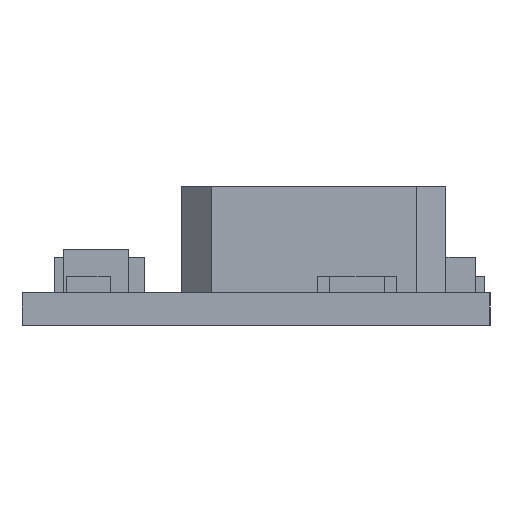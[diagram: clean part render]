
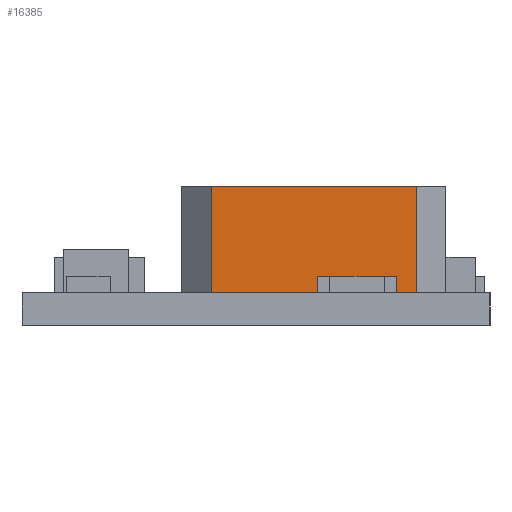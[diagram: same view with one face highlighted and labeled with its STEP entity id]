
A CAD part, left-side view. The second image highlights one B-rep face of the part: STEP entity #16385.
In plain terms, the highlighted planar face has unit normal (-1, 0, 0).
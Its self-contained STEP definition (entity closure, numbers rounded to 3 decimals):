
#16157 = EDGE_CURVE('',#16158,#16160,#16162,.T.);
#16158 = VERTEX_POINT('',#16159);
#16159 = CARTESIAN_POINT('',(3.491,10.253,5.5));
#16160 = VERTEX_POINT('',#16161);
#16161 = CARTESIAN_POINT('',(3.491,2.691,5.5));
#16162 = SURFACE_CURVE('',#16163,(#16167,#16179),.PCURVE_S1.);
#16163 = LINE('',#16164,#16165);
#16164 = CARTESIAN_POINT('',(3.491,10.253,5.5));
#16165 = VECTOR('',#16166,1.);
#16166 = DIRECTION('',(0.,-1.,0.));
#16167 = PCURVE('',#16168,#16173);
#16168 = PLANE('',#16169);
#16169 = AXIS2_PLACEMENT_3D('',#16170,#16171,#16172);
#16170 = CARTESIAN_POINT('',(8.131,6.341,5.5));
#16171 = DIRECTION('',(0.,0.,1.));
#16172 = DIRECTION('',(1.,0.,0.));
#16173 = DEFINITIONAL_REPRESENTATION('',(#16174),#16178);
#16174 = LINE('',#16175,#16176);
#16175 = CARTESIAN_POINT('',(-4.64,3.912));
#16176 = VECTOR('',#16177,1.);
#16177 = DIRECTION('',(0.,-1.));
#16178 = ( GEOMETRIC_REPRESENTATION_CONTEXT(2) 
PARAMETRIC_REPRESENTATION_CONTEXT() REPRESENTATION_CONTEXT('2D SPACE',''
  ) );
#16179 = PCURVE('',#16180,#16185);
#16180 = PLANE('',#16181);
#16181 = AXIS2_PLACEMENT_3D('',#16182,#16183,#16184);
#16182 = CARTESIAN_POINT('',(3.491,6.472,
    3.55));
#16183 = DIRECTION('',(-1.,-0.,-0.));
#16184 = DIRECTION('',(0.,0.,-1.));
#16185 = DEFINITIONAL_REPRESENTATION('',(#16186),#16190);
#16186 = LINE('',#16187,#16188);
#16187 = CARTESIAN_POINT('',(-1.95,-3.781));
#16188 = VECTOR('',#16189,1.);
#16189 = DIRECTION('',(0.,1.));
#16190 = ( GEOMETRIC_REPRESENTATION_CONTEXT(2) 
PARAMETRIC_REPRESENTATION_CONTEXT() REPRESENTATION_CONTEXT('2D SPACE',''
  ) );
#16208 = PLANE('',#16209);
#16209 = AXIS2_PLACEMENT_3D('',#16210,#16211,#16212);
#16210 = CARTESIAN_POINT('',(4.026,2.156,
    3.55));
#16211 = DIRECTION('',(-0.707,-0.707,
    0.));
#16212 = DIRECTION('',(-0.707,0.707,0.));
#16374 = PLANE('',#16375);
#16375 = AXIS2_PLACEMENT_3D('',#16376,#16377,#16378);
#16376 = CARTESIAN_POINT('',(4.026,10.788,
    3.55));
#16377 = DIRECTION('',(-0.707,0.707,0.));
#16378 = DIRECTION('',(-0.707,-0.707,0.));
#16385 = ADVANCED_FACE('',(#16386),#16180,.T.);
#16386 = FACE_BOUND('',#16387,.T.);
#16387 = EDGE_LOOP('',(#16388,#16411,#16412,#16435));
#16388 = ORIENTED_EDGE('',*,*,#16389,.T.);
#16389 = EDGE_CURVE('',#16390,#16160,#16392,.T.);
#16390 = VERTEX_POINT('',#16391);
#16391 = CARTESIAN_POINT('',(3.491,2.691,
    1.6));
#16392 = SURFACE_CURVE('',#16393,(#16397,#16404),.PCURVE_S1.);
#16393 = LINE('',#16394,#16395);
#16394 = CARTESIAN_POINT('',(3.491,2.691,
    1.6));
#16395 = VECTOR('',#16396,1.);
#16396 = DIRECTION('',(0.,0.,1.));
#16397 = PCURVE('',#16180,#16398);
#16398 = DEFINITIONAL_REPRESENTATION('',(#16399),#16403);
#16399 = LINE('',#16400,#16401);
#16400 = CARTESIAN_POINT('',(1.95,3.781));
#16401 = VECTOR('',#16402,1.);
#16402 = DIRECTION('',(-1.,0.));
#16403 = ( GEOMETRIC_REPRESENTATION_CONTEXT(2) 
PARAMETRIC_REPRESENTATION_CONTEXT() REPRESENTATION_CONTEXT('2D SPACE',''
  ) );
#16404 = PCURVE('',#16208,#16405);
#16405 = DEFINITIONAL_REPRESENTATION('',(#16406),#16410);
#16406 = LINE('',#16407,#16408);
#16407 = CARTESIAN_POINT('',(0.756,1.95));
#16408 = VECTOR('',#16409,1.);
#16409 = DIRECTION('',(0.,-1.));
#16410 = ( GEOMETRIC_REPRESENTATION_CONTEXT(2) 
PARAMETRIC_REPRESENTATION_CONTEXT() REPRESENTATION_CONTEXT('2D SPACE',''
  ) );
#16411 = ORIENTED_EDGE('',*,*,#16157,.F.);
#16412 = ORIENTED_EDGE('',*,*,#16413,.T.);
#16413 = EDGE_CURVE('',#16158,#16414,#16416,.T.);
#16414 = VERTEX_POINT('',#16415);
#16415 = CARTESIAN_POINT('',(3.491,10.253,
    1.6));
#16416 = SURFACE_CURVE('',#16417,(#16421,#16428),.PCURVE_S1.);
#16417 = LINE('',#16418,#16419);
#16418 = CARTESIAN_POINT('',(3.491,10.253,5.5));
#16419 = VECTOR('',#16420,1.);
#16420 = DIRECTION('',(0.,0.,-1.));
#16421 = PCURVE('',#16180,#16422);
#16422 = DEFINITIONAL_REPRESENTATION('',(#16423),#16427);
#16423 = LINE('',#16424,#16425);
#16424 = CARTESIAN_POINT('',(-1.95,-3.781));
#16425 = VECTOR('',#16426,1.);
#16426 = DIRECTION('',(1.,0.));
#16427 = ( GEOMETRIC_REPRESENTATION_CONTEXT(2) 
PARAMETRIC_REPRESENTATION_CONTEXT() REPRESENTATION_CONTEXT('2D SPACE',''
  ) );
#16428 = PCURVE('',#16374,#16429);
#16429 = DEFINITIONAL_REPRESENTATION('',(#16430),#16434);
#16430 = LINE('',#16431,#16432);
#16431 = CARTESIAN_POINT('',(0.756,1.95));
#16432 = VECTOR('',#16433,1.);
#16433 = DIRECTION('',(-0.,-1.));
#16434 = ( GEOMETRIC_REPRESENTATION_CONTEXT(2) 
PARAMETRIC_REPRESENTATION_CONTEXT() REPRESENTATION_CONTEXT('2D SPACE',''
  ) );
#16435 = ORIENTED_EDGE('',*,*,#16436,.F.);
#16436 = EDGE_CURVE('',#16390,#16414,#16437,.T.);
#16437 = SURFACE_CURVE('',#16438,(#16442,#16449),.PCURVE_S1.);
#16438 = LINE('',#16439,#16440);
#16439 = CARTESIAN_POINT('',(3.491,2.691,
    1.6));
#16440 = VECTOR('',#16441,1.);
#16441 = DIRECTION('',(0.,1.,0.));
#16442 = PCURVE('',#16180,#16443);
#16443 = DEFINITIONAL_REPRESENTATION('',(#16444),#16448);
#16444 = LINE('',#16445,#16446);
#16445 = CARTESIAN_POINT('',(1.95,3.781));
#16446 = VECTOR('',#16447,1.);
#16447 = DIRECTION('',(0.,-1.));
#16448 = ( GEOMETRIC_REPRESENTATION_CONTEXT(2) 
PARAMETRIC_REPRESENTATION_CONTEXT() REPRESENTATION_CONTEXT('2D SPACE',''
  ) );
#16449 = PCURVE('',#16450,#16455);
#16450 = PLANE('',#16451);
#16451 = AXIS2_PLACEMENT_3D('',#16452,#16453,#16454);
#16452 = CARTESIAN_POINT('',(8.131,6.341,1.6)
  );
#16453 = DIRECTION('',(-0.,-0.,-1.));
#16454 = DIRECTION('',(-1.,0.,0.));
#16455 = DEFINITIONAL_REPRESENTATION('',(#16456),#16460);
#16456 = LINE('',#16457,#16458);
#16457 = CARTESIAN_POINT('',(4.64,-3.65));
#16458 = VECTOR('',#16459,1.);
#16459 = DIRECTION('',(0.,1.));
#16460 = ( GEOMETRIC_REPRESENTATION_CONTEXT(2) 
PARAMETRIC_REPRESENTATION_CONTEXT() REPRESENTATION_CONTEXT('2D SPACE',''
  ) );
